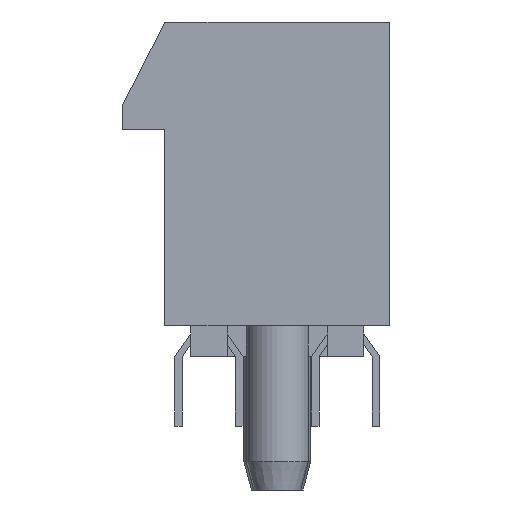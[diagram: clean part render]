
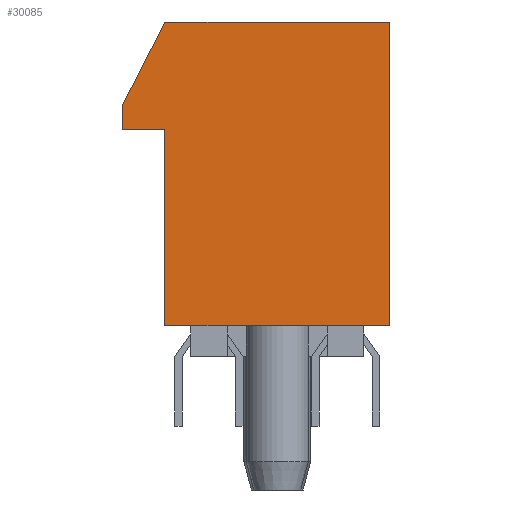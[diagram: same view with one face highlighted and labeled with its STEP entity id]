
A CAD part, left-side view. The second image highlights one B-rep face of the part: STEP entity #30085.
In plain terms, the highlighted planar face has unit normal (-1, 0, 0).
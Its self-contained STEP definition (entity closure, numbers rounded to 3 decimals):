
#2=DIRECTION('',(0.,1.,0.));
#3=VECTOR('',#2,7.4);
#4=CARTESIAN_POINT('',(-28.,-3.7,-10.));
#5=LINE('',#4,#3);
#6=DIRECTION('',(0.,0.,1.));
#7=VECTOR('',#6,6.45);
#8=CARTESIAN_POINT('',(-28.,3.7,-10.));
#9=LINE('',#8,#7);
#10=DIRECTION('',(0.,1.,0.));
#11=VECTOR('',#10,1.4);
#12=CARTESIAN_POINT('',(-28.,3.7,-3.55));
#13=LINE('',#12,#11);
#14=DIRECTION('',(0.,0.,1.));
#15=VECTOR('',#14,0.8);
#16=CARTESIAN_POINT('',(-28.,5.1,-3.55));
#17=LINE('',#16,#15);
#18=DIRECTION('',(0.,-0.454,0.891));
#19=VECTOR('',#18,3.086);
#20=CARTESIAN_POINT('',(-28.,5.1,-2.75));
#21=LINE('',#20,#19);
#22=DIRECTION('',(0.,-1.,0.));
#23=VECTOR('',#22,7.4);
#24=CARTESIAN_POINT('',(-28.,3.7,0.));
#25=LINE('',#24,#23);
#26=DIRECTION('',(0.,0.,-1.));
#27=VECTOR('',#26,10.);
#28=CARTESIAN_POINT('',(-28.,-3.7,0.));
#29=LINE('',#28,#27);
#22664=CARTESIAN_POINT('',(-28.,-3.7,-10.));
#22665=CARTESIAN_POINT('',(-28.,3.7,-10.));
#22666=VERTEX_POINT('',#22664);
#22667=VERTEX_POINT('',#22665);
#22668=CARTESIAN_POINT('',(-28.,3.7,-3.55));
#22669=VERTEX_POINT('',#22668);
#22670=CARTESIAN_POINT('',(-28.,5.1,-3.55));
#22671=VERTEX_POINT('',#22670);
#22672=CARTESIAN_POINT('',(-28.,5.1,-2.75));
#22673=VERTEX_POINT('',#22672);
#22674=CARTESIAN_POINT('',(-28.,3.7,0.));
#22675=VERTEX_POINT('',#22674);
#22676=CARTESIAN_POINT('',(-28.,-3.7,0.));
#22677=VERTEX_POINT('',#22676);
#30064=CARTESIAN_POINT('',(-28.,0.,0.));
#30065=DIRECTION('',(1.,0.,0.));
#30066=DIRECTION('',(0.,0.,-1.));
#30067=AXIS2_PLACEMENT_3D('',#30064,#30065,#30066);
#30068=PLANE('',#30067);
#30070=ORIENTED_EDGE('',*,*,#30069,.T.);
#30072=ORIENTED_EDGE('',*,*,#30071,.T.);
#30074=ORIENTED_EDGE('',*,*,#30073,.T.);
#30076=ORIENTED_EDGE('',*,*,#30075,.T.);
#30078=ORIENTED_EDGE('',*,*,#30077,.T.);
#30080=ORIENTED_EDGE('',*,*,#30079,.T.);
#30082=ORIENTED_EDGE('',*,*,#30081,.T.);
#30083=EDGE_LOOP('',(#30070,#30072,#30074,#30076,#30078,#30080,#30082));
#30084=FACE_OUTER_BOUND('',#30083,.F.);
#30069=EDGE_CURVE('',#22666,#22667,#5,.T.);
#30071=EDGE_CURVE('',#22667,#22669,#9,.T.);
#30073=EDGE_CURVE('',#22669,#22671,#13,.T.);
#30075=EDGE_CURVE('',#22671,#22673,#17,.T.);
#30077=EDGE_CURVE('',#22673,#22675,#21,.T.);
#30079=EDGE_CURVE('',#22675,#22677,#25,.T.);
#30081=EDGE_CURVE('',#22677,#22666,#29,.T.);
#30085=ADVANCED_FACE('',(#30084),#30068,.F.);
